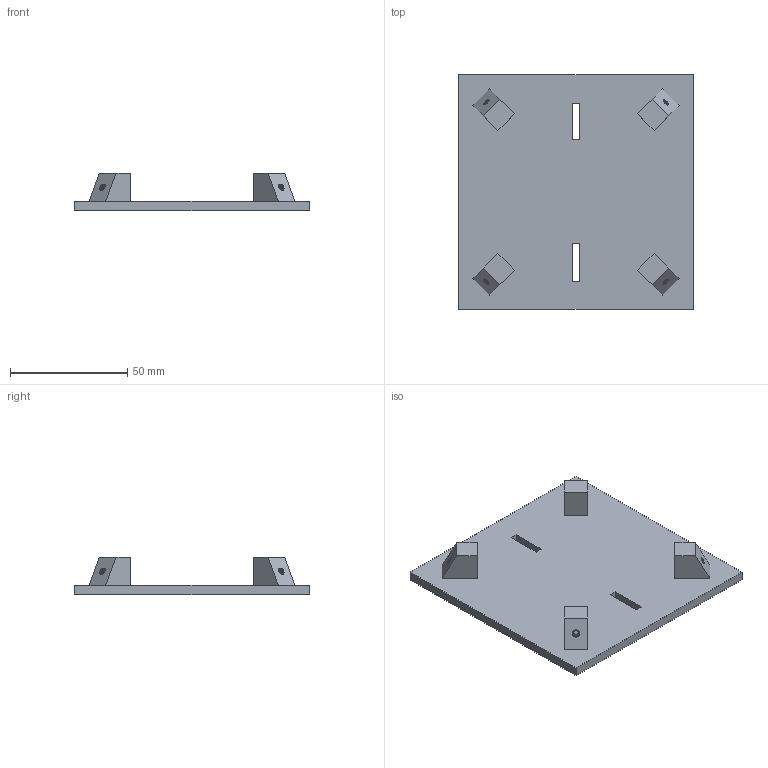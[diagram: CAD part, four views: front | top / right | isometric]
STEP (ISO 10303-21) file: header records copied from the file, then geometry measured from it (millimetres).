
FILE_DESCRIPTION(/* description */ (''),/* implementation_level */ '2;1');
FILE_NAME(/* name */ 'base v9.step',/* time_stamp */ '2025-07-01T21:54:24-04:00',/* author */ (''),/* organization */ (''),/* preprocessor_version */ 'ST-DEVELOPER v20.1',/* originating_system */ 'Autodesk Translation Framework v14.10.0.0',/* authorisation */ '');
FILE_SCHEMA (('AUTOMOTIVE_DESIGN { 1 0 10303 214 3 1 1 }'));
Length unit declared in the file: millimetre
Products named in the file (1): base
Bounding box: 100 x 100 x 16 mm (x, y, z)
Volume: 45167.9 mm3; surface area: 24024 mm2
Topology: 1 solids, 1 shells, 166 faces, 468 edges, 312 vertices
Faces by surface type: cylinder 120, plane 38, bspline 8
Full cylindrical faces by diameter (mm): 2.529 x24, 3.086 x12
Entity records: 12478 total; most frequent: CARTESIAN_POINT 8652, ORIENTED_EDGE 936, DIRECTION 546, EDGE_CURVE 468, VERTEX_POINT 312, B_SPLINE_CURVE_WITH_KNOTS 256, LINE 196, VECTOR 196
